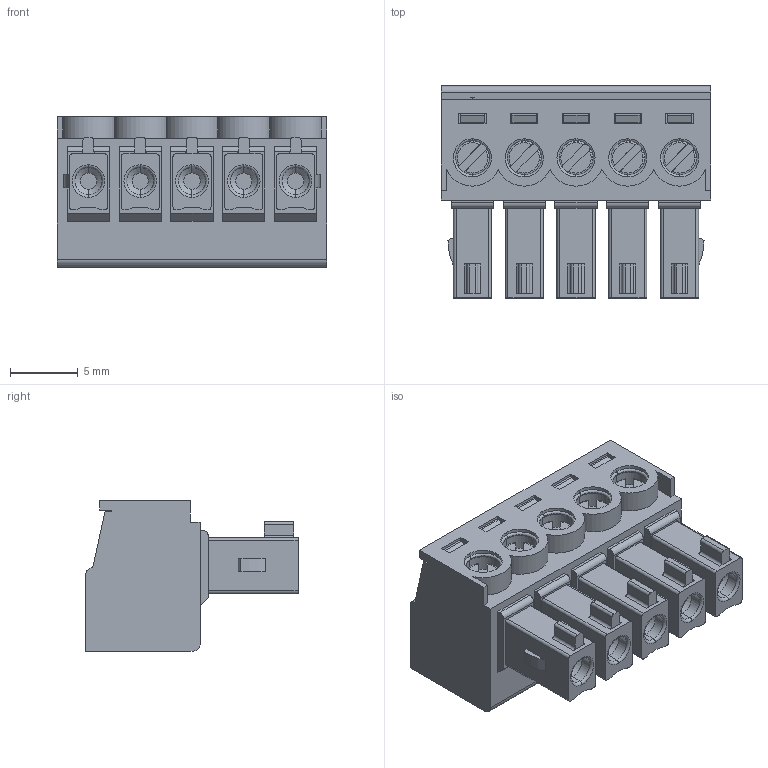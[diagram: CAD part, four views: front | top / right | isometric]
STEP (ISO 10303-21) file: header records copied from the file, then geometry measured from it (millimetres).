
FILE_DESCRIPTION (( 'STEP AP214' ), '1' );
FILE_NAME ('15EDGK-3.81-05P-14-00AH.STEP', '2021-02-02T04:53:03', ( '' ), ( '' ), 'SwSTEP 2.0', 'SolidWorks 2020', '' );
FILE_SCHEMA (( 'AUTOMOTIVE_DESIGN' ));
Length unit declared in the file: millimetre
Products named in the file (1): 15EDGK-3.81-05P-14-00AH
Bounding box: 19.84 x 15.6 x 11.1 mm (x, y, z)
Volume: 1800.2 mm3; surface area: 2259.3 mm2
Topology: 1 solids, 1 shells, 798 faces, 2063 edges, 1357 vertices
Faces by surface type: plane 477, bspline 135, cylinder 121, torus 45, cone 20
Entity records: 35254 total; most frequent: CARTESIAN_POINT 12146, ORIENTED_EDGE 4126, DIRECTION 3413, EDGE_CURVE 2063, LINE 1381, VECTOR 1381, VERTEX_POINT 1357, AXIS2_PLACEMENT_3D 1016
